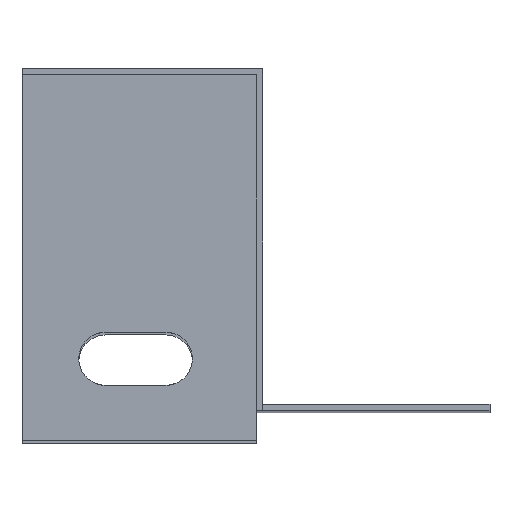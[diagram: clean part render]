
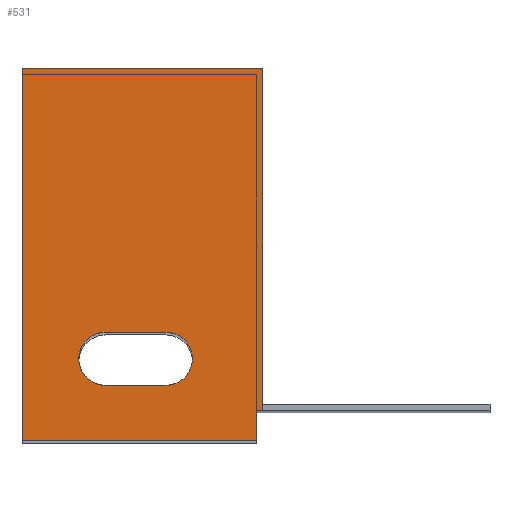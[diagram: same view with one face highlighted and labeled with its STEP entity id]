
A CAD part, top view. The second image highlights one B-rep face of the part: STEP entity #531.
In plain terms, the highlighted planar face has unit normal (0, 0, 1).
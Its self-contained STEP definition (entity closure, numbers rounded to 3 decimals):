
#9 = CARTESIAN_POINT ( 'NONE',  ( 1473.5, -34., 199.8 ) ) ;
#11 = FACE_BOUND ( 'NONE', #194, .T. ) ;
#13 = VERTEX_POINT ( 'NONE', #581 ) ;
#14 = VECTOR ( 'NONE', #450, 1000. ) ;
#23 = VECTOR ( 'NONE', #572, 1000. ) ;
#27 = AXIS2_PLACEMENT_3D ( 'NONE', #246, #255, #281 ) ;
#30 = VERTEX_POINT ( 'NONE', #602 ) ;
#49 = ORIENTED_EDGE ( 'NONE', *, *, #200, .F. ) ;
#52 = LINE ( 'NONE', #869, #23 ) ;
#57 = VERTEX_POINT ( 'NONE', #616 ) ;
#67 = CARTESIAN_POINT ( 'NONE',  ( 1481.5, -34., 199.8 ) ) ;
#69 = EDGE_CURVE ( 'NONE', #57, #172, #220, .T. ) ;
#73 = LINE ( 'NONE', #862, #237 ) ;
#84 = VERTEX_POINT ( 'NONE', #657 ) ;
#85 = CARTESIAN_POINT ( 'NONE',  ( 1462.5, -48.3, 199.8 ) ) ;
#93 = ORIENTED_EDGE ( 'NONE', *, *, #765, .F. ) ;
#100 = ORIENTED_EDGE ( 'NONE', *, *, #469, .F. ) ;
#116 = VECTOR ( 'NONE', #530, 1000. ) ;
#117 = VERTEX_POINT ( 'NONE', #695 ) ;
#134 = LINE ( 'NONE', #835, #743 ) ;
#162 = VERTEX_POINT ( 'NONE', #789 ) ;
#169 = VECTOR ( 'NONE', #832, 1000. ) ;
#172 = VERTEX_POINT ( 'NONE', #796 ) ;
#180 = EDGE_CURVE ( 'NONE', #117, #748, #536, .T. ) ;
#181 = EDGE_CURVE ( 'NONE', #172, #13, #134, .T. ) ;
#183 = EDGE_CURVE ( 'NONE', #748, #493, #560, .T. ) ;
#189 = EDGE_CURVE ( 'NONE', #642, #493, #52, .T. ) ;
#194 = EDGE_LOOP ( 'NONE', ( #100, #384, #532, #93 ) ) ;
#200 = EDGE_CURVE ( 'NONE', #642, #13, #671, .T. ) ;
#215 = EDGE_CURVE ( 'NONE', #117, #57, #73, .T. ) ;
#219 = ORIENTED_EDGE ( 'NONE', *, *, #181, .T. ) ;
#220 = LINE ( 'NONE', #648, #693 ) ;
#237 = VECTOR ( 'NONE', #705, 1000. ) ;
#246 = CARTESIAN_POINT ( 'NONE',  ( 1481.5, -37.5, 199.8 ) ) ;
#255 = DIRECTION ( 'NONE',  ( 0., 0., 1. ) ) ;
#260 = VECTOR ( 'NONE', #441, 1000. ) ;
#266 = ORIENTED_EDGE ( 'NONE', *, *, #180, .F. ) ;
#275 = ORIENTED_EDGE ( 'NONE', *, *, #189, .T. ) ;
#281 = DIRECTION ( 'NONE',  ( 1., 0., 0. ) ) ;
#284 = VECTOR ( 'NONE', #856, 1000. ) ;
#290 = CARTESIAN_POINT ( 'NONE',  ( 1473.5, -41., 199.8 ) ) ;
#293 = ORIENTED_EDGE ( 'NONE', *, *, #183, .F. ) ;
#307 = LINE ( 'NONE', #290, #260 ) ;
#321 = VERTEX_POINT ( 'NONE', #9 ) ;
#335 = DIRECTION ( 'NONE',  ( 0., -1., 0. ) ) ;
#339 = PLANE ( 'NONE',  #468 ) ;
#350 = CARTESIAN_POINT ( 'NONE',  ( 1492.5, -1., 199.8 ) ) ;
#364 = DIRECTION ( 'NONE',  ( 0., 0., 1. ) ) ;
#384 = ORIENTED_EDGE ( 'NONE', *, *, #652, .F. ) ;
#411 = CARTESIAN_POINT ( 'NONE',  ( 1494.3, 0.8, 199.8 ) ) ;
#441 = DIRECTION ( 'NONE',  ( 1., 0., 0. ) ) ;
#450 = DIRECTION ( 'NONE',  ( -1., 0., 0. ) ) ;
#468 = AXIS2_PLACEMENT_3D ( 'NONE', #350, #364, #335 ) ;
#469 = EDGE_CURVE ( 'NONE', #321, #30, #529, .T. ) ;
#488 = EDGE_LOOP ( 'NONE', ( #219, #49, #275, #293, #266, #760, #715 ) ) ;
#493 = VERTEX_POINT ( 'NONE', #533 ) ;
#514 = AXIS2_PLACEMENT_3D ( 'NONE', #557, #548, #540 ) ;
#529 = CIRCLE ( 'NONE', #514, 3.5 ) ;
#530 = DIRECTION ( 'NONE',  ( 0., -1., 0. ) ) ;
#531 = ADVANCED_FACE ( 'NONE', ( #728, #11 ), #339, .T. ) ;
#532 = ORIENTED_EDGE ( 'NONE', *, *, #744, .F. ) ;
#533 = CARTESIAN_POINT ( 'NONE',  ( 1462.5, 0.8, 199.8 ) ) ;
#536 = LINE ( 'NONE', #816, #169 ) ;
#540 = DIRECTION ( 'NONE',  ( 1., 0., 0. ) ) ;
#548 = DIRECTION ( 'NONE',  ( 0., 0., 1. ) ) ;
#557 = CARTESIAN_POINT ( 'NONE',  ( 1473.5, -37.5, 199.8 ) ) ;
#560 = LINE ( 'NONE', #850, #284 ) ;
#565 = CARTESIAN_POINT ( 'NONE',  ( 1494.3, -1.5, 199.8 ) ) ;
#572 = DIRECTION ( 'NONE',  ( -1., 0., 0. ) ) ;
#581 = CARTESIAN_POINT ( 'NONE',  ( 1494.3, -43.5, 199.8 ) ) ;
#602 = CARTESIAN_POINT ( 'NONE',  ( 1473.5, -41., 199.8 ) ) ;
#616 = CARTESIAN_POINT ( 'NONE',  ( 1493.5, -44.3, 199.8 ) ) ;
#640 = DIRECTION ( 'NONE',  ( 1., 0., 0. ) ) ;
#642 = VERTEX_POINT ( 'NONE', #411 ) ;
#648 = CARTESIAN_POINT ( 'NONE',  ( 1494.3, -44.3, 199.8 ) ) ;
#652 = EDGE_CURVE ( 'NONE', #84, #321, #658, .T. ) ;
#657 = CARTESIAN_POINT ( 'NONE',  ( 1481.5, -34., 199.8 ) ) ;
#658 = LINE ( 'NONE', #67, #14 ) ;
#671 = LINE ( 'NONE', #565, #116 ) ;
#693 = VECTOR ( 'NONE', #640, 1000. ) ;
#695 = CARTESIAN_POINT ( 'NONE',  ( 1493.5, -48.3, 199.8 ) ) ;
#705 = DIRECTION ( 'NONE',  ( 0., 1., 0. ) ) ;
#713 = CIRCLE ( 'NONE', #27, 3.5 ) ;
#715 = ORIENTED_EDGE ( 'NONE', *, *, #69, .T. ) ;
#728 = FACE_OUTER_BOUND ( 'NONE', #488, .T. ) ;
#743 = VECTOR ( 'NONE', #808, 1000. ) ;
#744 = EDGE_CURVE ( 'NONE', #162, #84, #713, .T. ) ;
#748 = VERTEX_POINT ( 'NONE', #85 ) ;
#760 = ORIENTED_EDGE ( 'NONE', *, *, #215, .T. ) ;
#765 = EDGE_CURVE ( 'NONE', #30, #162, #307, .T. ) ;
#789 = CARTESIAN_POINT ( 'NONE',  ( 1481.5, -41., 199.8 ) ) ;
#796 = CARTESIAN_POINT ( 'NONE',  ( 1494.3, -44.3, 199.8 ) ) ;
#808 = DIRECTION ( 'NONE',  ( 0., 1., 0. ) ) ;
#816 = CARTESIAN_POINT ( 'NONE',  ( 1492.5, -48.3, 199.8 ) ) ;
#832 = DIRECTION ( 'NONE',  ( -1., 0., 0. ) ) ;
#835 = CARTESIAN_POINT ( 'NONE',  ( 1494.3, -44.3, 199.8 ) ) ;
#850 = CARTESIAN_POINT ( 'NONE',  ( 1462.5, -1., 199.8 ) ) ;
#856 = DIRECTION ( 'NONE',  ( 0., 1., 0. ) ) ;
#862 = CARTESIAN_POINT ( 'NONE',  ( 1493.5, -48.3, 199.8 ) ) ;
#869 = CARTESIAN_POINT ( 'NONE',  ( 1493.5, 0.8, 199.8 ) ) ;
